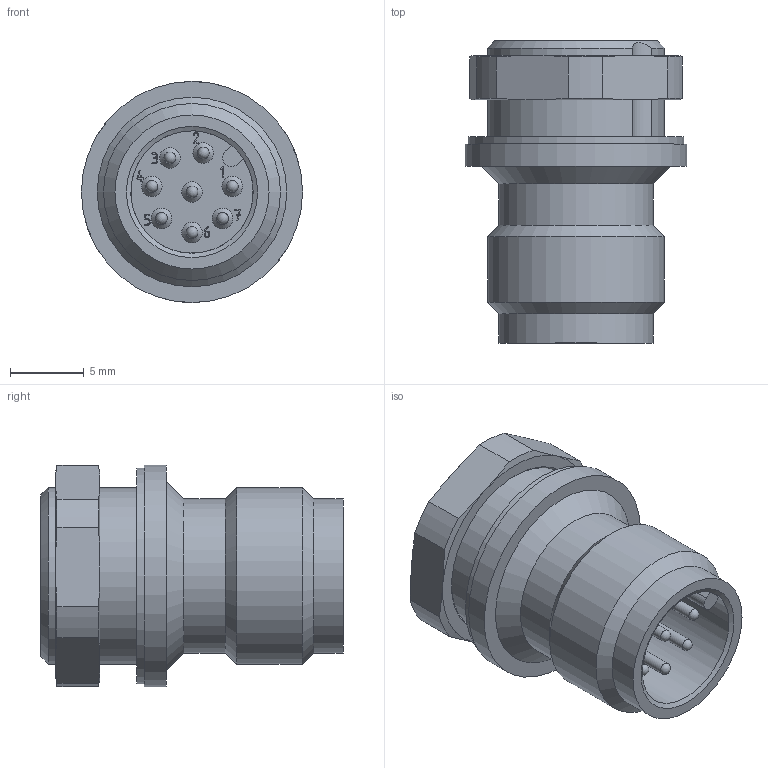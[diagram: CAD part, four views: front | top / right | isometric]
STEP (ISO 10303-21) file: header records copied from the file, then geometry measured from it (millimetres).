
FILE_DESCRIPTION(/* description */ (''),/* implementation_level */ '2;1');
FILE_NAME(/* name */ '09_0381_81_08_001_00.stp',/* time_stamp */ '2015-02-20T09:58:12+01:00',/* author */ (''),/* organization */ (''),/* preprocessor_version */ 'ST-DEVELOPER v14',/* originating_system */ 'SIEMENS PLM Software NX 8.0',/* authorisation */ '');
FILE_SCHEMA (('AUTOMOTIVE_DESIGN { 1 0 10303 214 3 1 1 1 }'));
Length unit declared in the file: millimetre
Products named in the file (1): cerl1520EAD12693
Bounding box: 15 x 20.5 x 15 mm (x, y, z)
Volume: 1647.5 mm3; surface area: 2096 mm2
Topology: 2 solids, 2 shells, 184 faces, 484 edges, 310 vertices
Faces by surface type: plane 50, cylinder 49, cone 44, extrusion 33, sphere 8
Full cylindrical faces by diameter (mm): 0.7 x8, 0.8 x8, 1 x8, 8.3 x1, 10 x1, 10.45 x2, 12 x2, 14.6 x1, 15 x1
Entity records: 6174 total; most frequent: CARTESIAN_POINT 2507, ORIENTED_EDGE 680, DIRECTION 657, EDGE_CURVE 340, EDGE_LOOP 272, AXIS2_PLACEMENT_3D 269, VERTEX_POINT 254, ADVANCED_FACE 184
